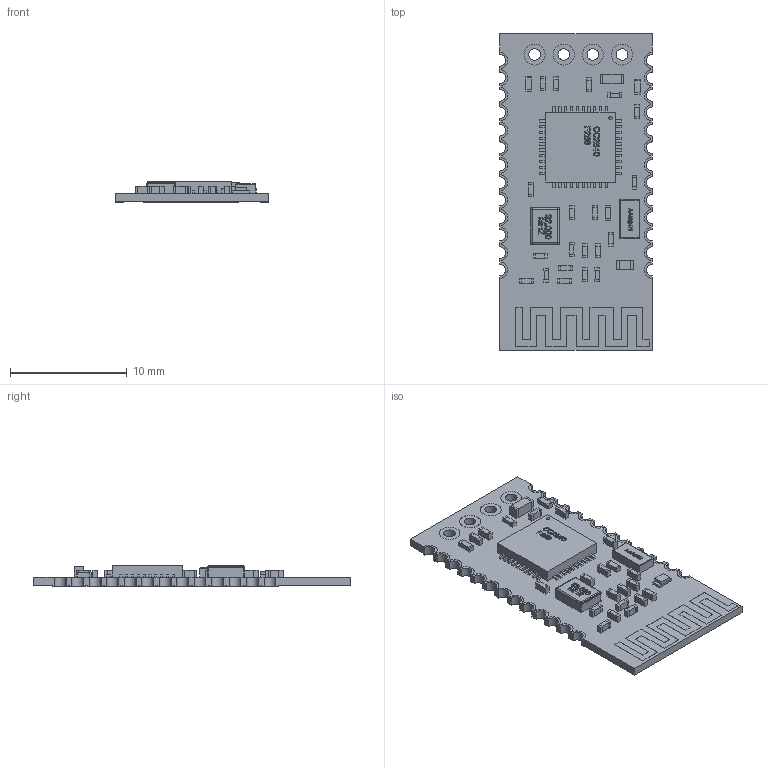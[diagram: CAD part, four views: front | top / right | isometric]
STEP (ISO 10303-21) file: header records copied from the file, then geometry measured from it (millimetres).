
FILE_DESCRIPTION(/* description */ (''),/* implementation_level */ '2;1');
FILE_NAME(/* name */ 'hc-08 .step',/* time_stamp */ '2019-12-06T11:09:26-06:00',/* author */ (''),/* organization */ (''),/* preprocessor_version */ 'ST-DEVELOPER v18',/* originating_system */ 'Autodesk Translation Framework v8.12.0.6',/* authorisation */ '');
FILE_SCHEMA (('AUTOMOTIVE_DESIGN { 1 0 10303 214 3 1 1 }'));
Products named in the file (11): hc-08; CC2540; Capacitor 17x08x09; Capacitor 12x04x06; resistencia; Capacitor 12x04x06 Blanco; Capacitor 12x04x06 gris; AAR94N; Cristal 32000 mhz; Led azul; COHETE cdmx
Assembly tree (29 placements, depth 2):
  hc-08
    CC2540
    resistencia  x3
    Capacitor 12x04x06  x7
    Capacitor 17x08x09
    Capacitor 12x04x06 gris  x9
    Capacitor 12x04x06 Blanco  x4
    AAR94N
    Cristal 32000 mhz
    Led azul
    COHETE cdmx
Bounding box: 13.1 x 27.2 x 1.8 mm (x, y, z)
Volume: 304.8 mm3; surface area: 1113.5 mm2
Topology: 35 solids, 35 shells, 1925 faces, 5086 edges, 3389 vertices
Faces by surface type: plane 1233, bspline 534, cylinder 153, sphere 4, cone 1
Full cylindrical faces by diameter (mm): 0.3 x1, 0.706 x1, 0.726 x1, 0.774 x1, 1 x4, 1.8 x8
Entity records: 56427 total; most frequent: CARTESIAN_POINT 18074, ORIENTED_EDGE 8802, DIRECTION 5903, EDGE_CURVE 4401, LINE 3019, VECTOR 3019, VERTEX_POINT 2933, EDGE_LOOP 1786
